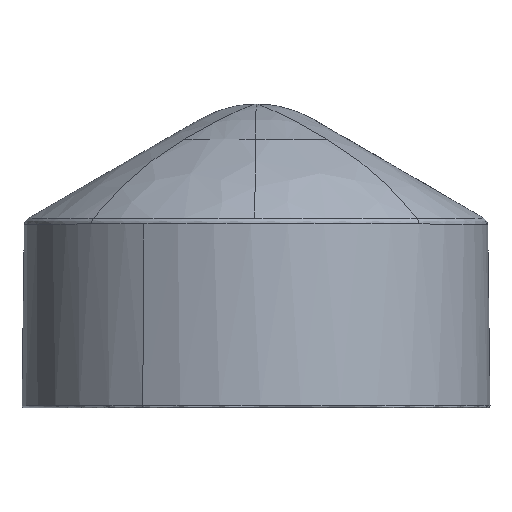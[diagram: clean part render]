
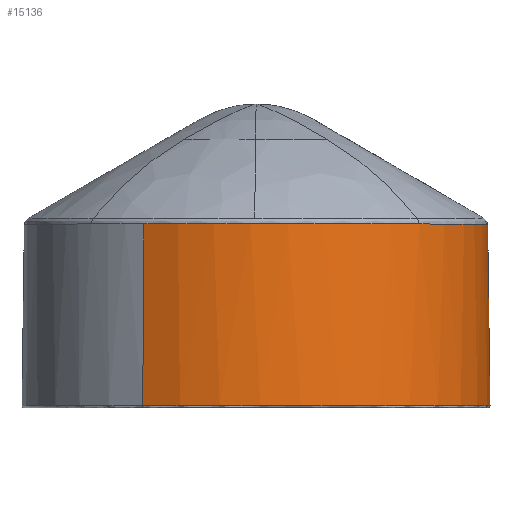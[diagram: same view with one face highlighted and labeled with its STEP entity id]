
A CAD part, front view. The second image highlights one B-rep face of the part: STEP entity #15136.
In plain terms, the highlighted free-form (B-spline) face has degree [1, 2] with [2, 5] control points.
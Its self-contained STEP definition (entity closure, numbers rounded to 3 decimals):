
#9396=CARTESIAN_POINT(' ',(23.767,21.17,-21.17));
#9397=VERTEX_POINT(' ',#9396);
#9411=CARTESIAN_POINT(' ',(23.767,21.17,-21.17));
#9416=CARTESIAN_POINT(' ',(23.767,23.558,-18.782));
#9421=CARTESIAN_POINT(' ',(23.742,25.533,-15.993));
#9426=CARTESIAN_POINT(' ',(23.689,28.45,-9.918));
#9431=CARTESIAN_POINT(' ',(23.661,29.39,-6.635));
#9436=CARTESIAN_POINT(' ',(23.645,29.88,-2.193));
#9441=CARTESIAN_POINT(' ',(23.642,29.941,-1.096));
#9446=CARTESIAN_POINT(' ',(23.643,29.94,0.003));
#9451=B_SPLINE_CURVE_WITH_KNOTS('',3,(#9411,#9416,#9421,#9426,#9431,#9436,#9441,#9446),.UNSPECIFIED.,.F.,.U.,(4,2,2,4),(0.,0.43,0.86,1.),.UNSPECIFIED.);
#9456=CARTESIAN_POINT(' ',(23.643,29.94,0.003));
#9457=VERTEX_POINT(' ',#9456);
#9461=EDGE_CURVE(' ',#9397,#9457,#9451,.T.);
#12811=CARTESIAN_POINT(' ',(23.767,0.,0.));
#12816=DIRECTION(' ',(1.,0.,0.));
#12821=DIRECTION(' ',(0.,-0.479,-0.878));
#12826=AXIS2_PLACEMENT_3D(' ',#12811,#12816,#12821);
#12831=CIRCLE('',#12826,29.939);
#12836=CARTESIAN_POINT(' ',(23.767,-14.353,-26.274));
#12837=VERTEX_POINT(' ',#12836);
#12841=EDGE_CURVE(' ',#12837,#9397,#12831,.T.);
#13596=CARTESIAN_POINT(' ',(23.643,29.94,0.003));
#13601=CARTESIAN_POINT(' ',(23.643,29.94,2.683));
#13606=CARTESIAN_POINT(' ',(23.847,29.575,5.361));
#13611=CARTESIAN_POINT(' ',(24.644,28.147,10.515));
#13616=CARTESIAN_POINT(' ',(25.237,27.084,12.988));
#13621=CARTESIAN_POINT(' ',(26.915,24.079,18.007));
#13626=CARTESIAN_POINT(' ',(28.073,22.003,20.465));
#13631=CARTESIAN_POINT(' ',(30.323,17.971,23.935));
#13636=CARTESIAN_POINT(' ',(31.317,16.191,25.158));
#13641=CARTESIAN_POINT(' ',(32.373,14.299,26.175));
#13646=B_SPLINE_CURVE_WITH_KNOTS('',3,(#13596,#13601,#13606,#13611,#13616,#13621,#13626,#13631,#13636,#13641),.UNSPECIFIED.,.F.,.U.,(4,2,2,2,4),(0.,0.249,0.498,0.796,1.),.UNSPECIFIED.);
#13651=CARTESIAN_POINT(' ',(32.373,14.299,26.175));
#13652=VERTEX_POINT(' ',#13651);
#13656=EDGE_CURVE(' ',#9457,#13652,#13646,.T.);
#14951=CARTESIAN_POINT(' ',(0.304,14.501,26.543));
#14956=CARTESIAN_POINT(' ',(0.304,41.044,12.043));
#14961=CARTESIAN_POINT(' ',(0.304,26.543,-14.501));
#14966=CARTESIAN_POINT(' ',(0.304,12.043,-41.044));
#14971=CARTESIAN_POINT(' ',(0.304,-14.501,-26.543));
#14976=CARTESIAN_POINT(' ',(32.373,14.299,26.175));
#14981=CARTESIAN_POINT(' ',(32.373,40.474,11.876));
#14986=CARTESIAN_POINT(' ',(32.373,26.175,-14.299));
#14991=CARTESIAN_POINT(' ',(32.373,11.876,-40.474));
#14996=CARTESIAN_POINT(' ',(32.373,-14.299,-26.175));
#15001=(BOUNDED_SURFACE()B_SPLINE_SURFACE(1,2,((#14951,#14956,#14961,#14966,#14971),(#14976,#14981,#14986,#14991,#14996)),.UNSPECIFIED.,.F.,.F.,.U.)B_SPLINE_SURFACE_WITH_KNOTS((2,2),(3,2,3),(0.,1.),(0.,0.5,1.),.UNSPECIFIED.)GEOMETRIC_REPRESENTATION_ITEM()RATIONAL_B_SPLINE_SURFACE(((1.,0.707,1.,0.707,1.),(1.,0.707,1.,0.707,1.)))REPRESENTATION_ITEM(' ')SURFACE());
#15006=CARTESIAN_POINT(' ',(0.304,14.501,26.543));
#15011=DIRECTION(' ',(1.,-0.006,-0.011));
#15016=VECTOR(' ',#15011,1.);
#15021=LINE('',#15006,#15016);
#15026=CARTESIAN_POINT(' ',(0.304,14.501,26.543));
#15027=VERTEX_POINT(' ',#15026);
#15031=EDGE_CURVE(' ',#15027,#13652,#15021,.T.);
#15036=ORIENTED_EDGE(' ',*,*,#15031,.T.);
#15041=ORIENTED_EDGE(' ',*,*,#13656,.F.);
#15046=ORIENTED_EDGE(' ',*,*,#9461,.F.);
#15051=ORIENTED_EDGE(' ',*,*,#12841,.F.);
#15056=CARTESIAN_POINT(' ',(0.304,-14.501,-26.543));
#15061=DIRECTION(' ',(1.,0.006,0.011));
#15066=VECTOR(' ',#15061,1.);
#15071=LINE('',#15056,#15066);
#15076=CARTESIAN_POINT(' ',(0.304,-14.501,-26.543));
#15077=VERTEX_POINT(' ',#15076);
#15081=EDGE_CURVE(' ',#15077,#12837,#15071,.T.);
#15086=ORIENTED_EDGE(' ',*,*,#15081,.F.);
#15091=CARTESIAN_POINT(' ',(0.304,0.,0.));
#15096=DIRECTION(' ',(-1.,0.,0.));
#15101=DIRECTION(' ',(0.,0.479,0.878));
#15106=AXIS2_PLACEMENT_3D(' ',#15091,#15096,#15101);
#15111=CIRCLE('',#15106,30.246);
#15116=EDGE_CURVE(' ',#15027,#15077,#15111,.T.);
#15121=ORIENTED_EDGE(' ',*,*,#15116,.F.);
#15126=EDGE_LOOP(' ',(#15036,#15041,#15046,#15051,#15086,#15121));
#15131=FACE_OUTER_BOUND(' ',#15126,.T.);
#15136=ADVANCED_FACE('',(#15131),#15001,.T.);
